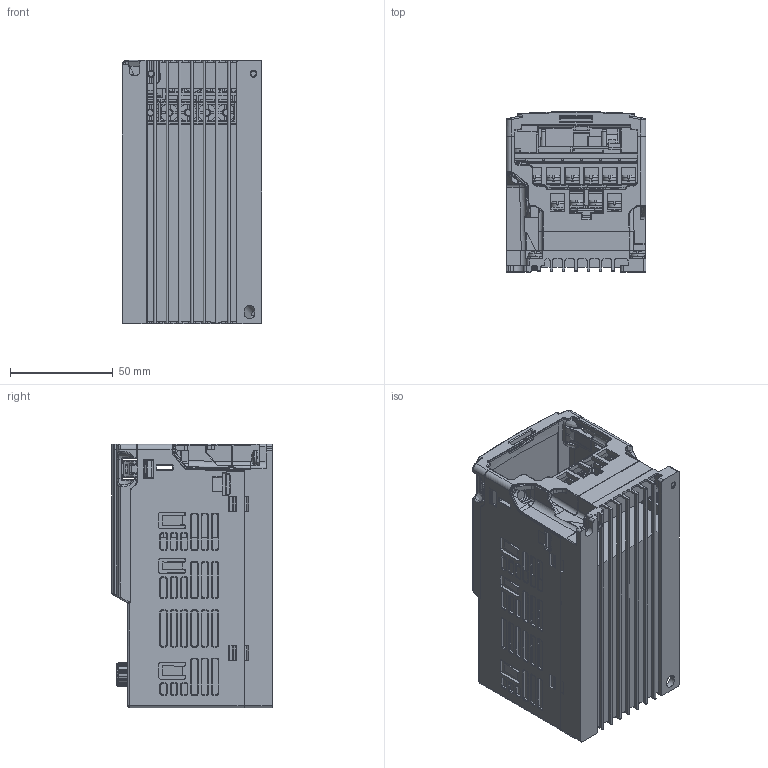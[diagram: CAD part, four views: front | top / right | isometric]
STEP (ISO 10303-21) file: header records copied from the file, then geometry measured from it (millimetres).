
FILE_DESCRIPTION (( 'STEP AP214' ), '1' );
FILE_NAME ('DELTA_IA_MDS_VFD-ME300-A1_D-3D_20190924 Red1 ext1 r1 wo bottom 1B COMPLETE 1 cmb1 B.STEP', '2021-10-27T13:32:17', ( '' ), ( '' ), 'SwSTEP 2.0', 'SolidWorks 2017', '' );
FILE_SCHEMA (( 'AUTOMOTIVE_DESIGN' ));
Length unit declared in the file: inch
Products named in the file (1): DELTA_IA_MDS_VFD-ME300-A1_D-3D_20190924 Red1 ext1 r1 wo bottom 1B COMPLETE 1 cmb1 B
Bounding box: 68 x 78 x 128 mm (x, y, z)
Volume: 416825 mm3; surface area: 127665.5 mm2
Topology: 25 solids, 27 shells, 5297 faces, 14932 edges, 9637 vertices
Faces by surface type: plane 2899, cylinder 1150, bspline 556, torus 345, cone 318, sphere 29
Entity records: 208750 total; most frequent: CARTESIAN_POINT 81123, ORIENTED_EDGE 29822, DIRECTION 21644, EDGE_CURVE 14911, VERTEX_POINT 9630, LINE 8496, VECTOR 8496, AXIS2_PLACEMENT_3D 6574
